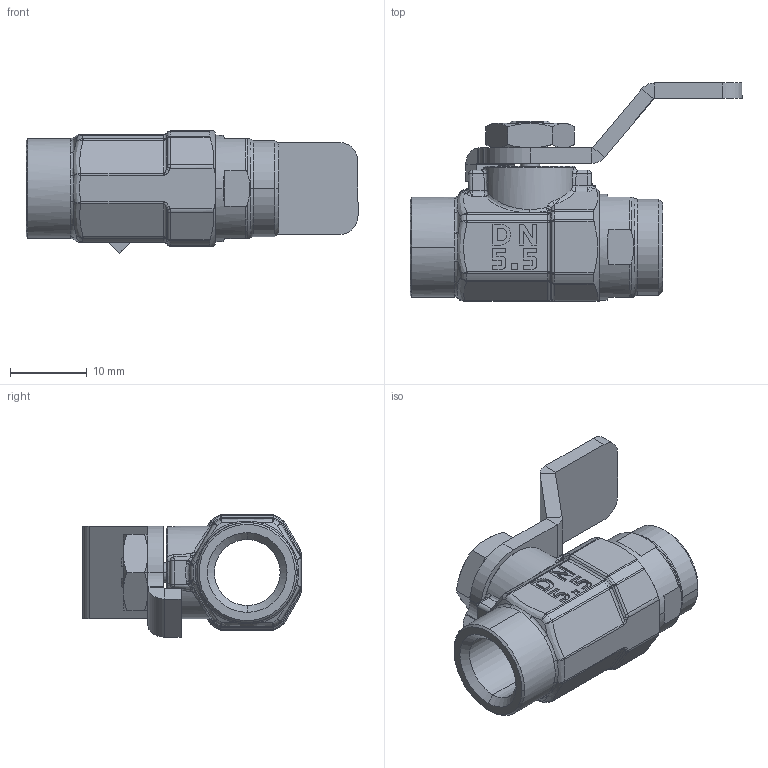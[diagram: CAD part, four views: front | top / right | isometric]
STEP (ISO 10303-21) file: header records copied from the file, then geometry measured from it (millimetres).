
FILE_DESCRIPTION (( 'STEP AP214' ), '1' );
FILE_NAME ('6630000001.STEP', '2016-07-08T06:26:00', ( 'admin' ), ( '' ), 'SwSTEP 2.0', 'SolidWorks 2016', '' );
FILE_SCHEMA (( 'AUTOMOTIVE_DESIGN' ));
Length unit declared in the file: millimetre
Products named in the file (1): 6630000001
Bounding box: 43.16 x 28.35 x 15.91 mm (x, y, z)
Surface area: 3630.3 mm2 (no closed solid volume)
Topology: 0 solids, 5 shells, 453 faces, 1161 edges, 681 vertices
Faces by surface type: plane 137, bspline 109, cylinder 104, cone 42, torus 35, sphere 26
Entity records: 20619 total; most frequent: CARTESIAN_POINT 5795, ORIENTED_EDGE 2150, DIRECTION 1885, EDGE_CURVE 1139, AXIS2_PLACEMENT_3D 745, VERTEX_POINT 681, EDGE_LOOP 466, UNCERTAINTY_MEASURE_WITH_UNIT 455
